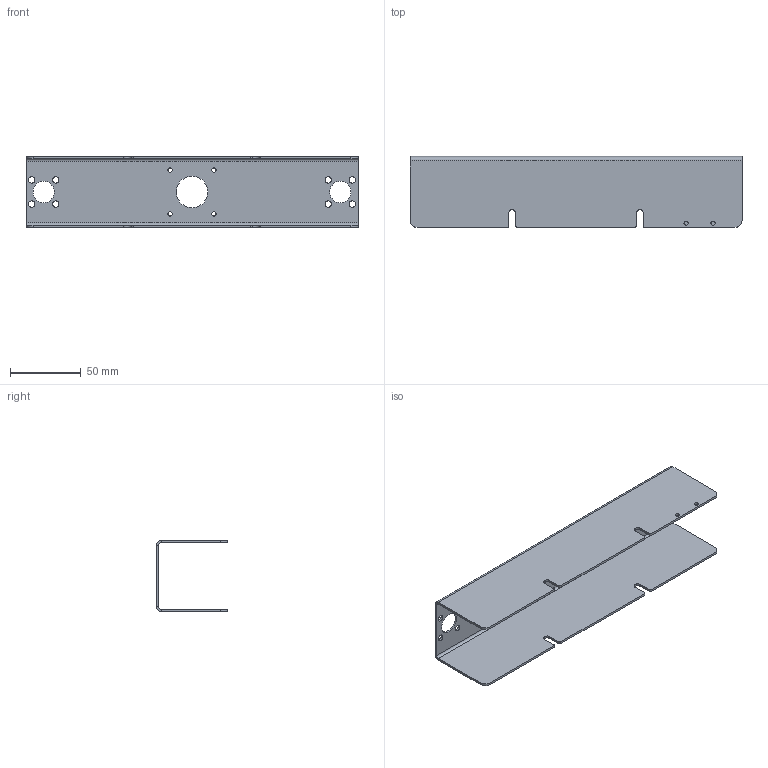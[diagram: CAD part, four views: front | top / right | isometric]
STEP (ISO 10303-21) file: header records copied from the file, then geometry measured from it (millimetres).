
FILE_DESCRIPTION(/* description */ (''),/* implementation_level */ '2;1');
FILE_NAME(/* name */ 'crane.stp',/* time_stamp */ '2016-10-04T20:17:48-07:00',/* author */ ('cruiser'),/* organization */ (''),/* preprocessor_version */ 'ST-DEVELOPER v15.2',/* originating_system */ 'Autodesk Inventor 2014',/* authorisation */ '');
FILE_SCHEMA (('AUTOMOTIVE_DESIGN { 1 0 10303 214 3 1 1 }'));
Length unit declared in the file: millimetre
Products named in the file (1): crane
Bounding box: 234 x 50 x 50 mm (x, y, z)
Volume: 51913.5 mm3; surface area: 67262.1 mm2
Topology: 1 solids, 1 shells, 67 faces, 179 edges, 114 vertices
Faces by surface type: cylinder 37, plane 30
Full cylindrical faces by diameter (mm): 3 x6, 4.5 x8, 15.1 x2, 22.2 x1
Entity records: 2106 total; most frequent: DIRECTION 372, CARTESIAN_POINT 344, ORIENTED_EDGE 324, EDGE_CURVE 162, AXIS2_PLACEMENT_3D 142, EDGE_LOOP 118, VERTEX_POINT 114, LINE 88
